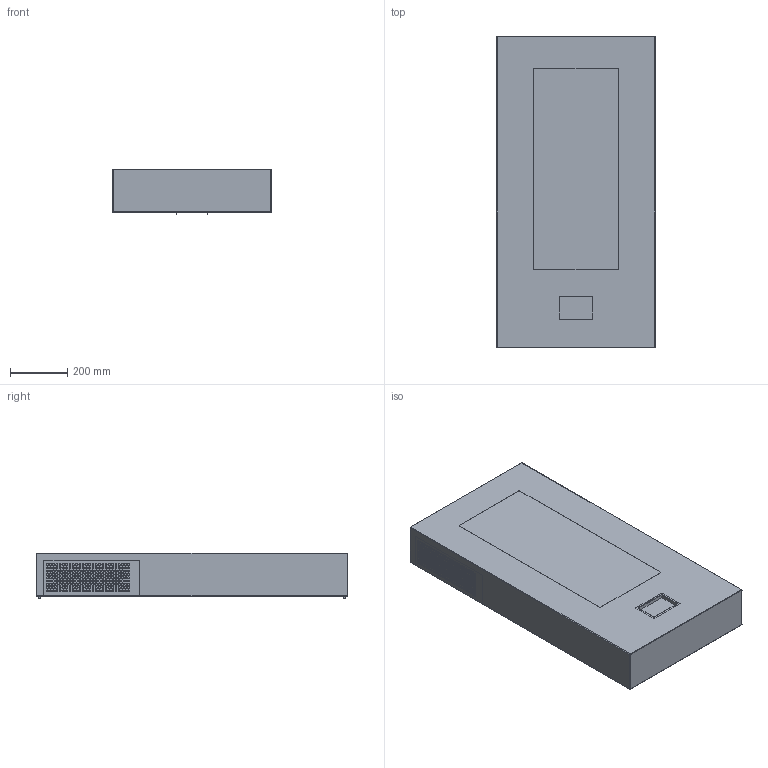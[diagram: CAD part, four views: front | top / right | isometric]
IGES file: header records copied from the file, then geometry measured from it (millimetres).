
Start section: Elysium IGES Interface
Global section: file name: 122HWS-75-APA Aufputz-Abdeckung.igs; native system: PTC Creo Elements/Direct Modeling 19.0C  15-Aug-2015; preprocessor: Creo Element/Direct IGES_3D V2.2; author: Unknown; organization: Unknown; date: 20200219.145614; units: millimetre
Bounding box: 554 x 1090 x 159 mm (x, y, z)
Volume: 24057971.6 mm3; surface area: 2111446 mm2
Topology: 1 solids, 1 shells, 1070 faces, 3148 edges, 2080 vertices
Faces by surface type: bspline 1070
